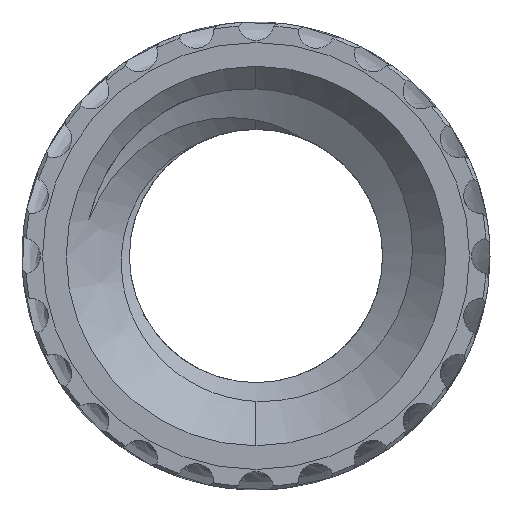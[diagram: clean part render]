
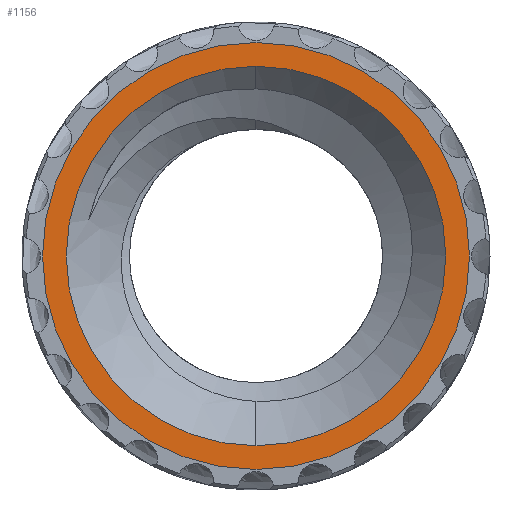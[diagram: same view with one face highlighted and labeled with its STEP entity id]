
A CAD part, front view. The second image highlights one B-rep face of the part: STEP entity #1156.
In plain terms, the highlighted planar face has unit normal (0, -1, 0).
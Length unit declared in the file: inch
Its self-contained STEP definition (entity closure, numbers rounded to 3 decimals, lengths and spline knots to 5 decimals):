
#15 = DIRECTION ( 'NONE',  ( 0., -1., 0. ) ) ;
#111 = VERTEX_POINT ( 'NONE', #5286 ) ;
#129 = CARTESIAN_POINT ( 'NONE',  ( 0., 0., 0. ) ) ;
#269 = DIRECTION ( 'NONE',  ( 0., -1., 0. ) ) ;
#898 = FACE_BOUND ( 'NONE', #8125, .T. ) ;
#1156 = ADVANCED_FACE ( 'NONE', ( #898, #10604 ), #14760, .T. ) ;
#1198 = VERTEX_POINT ( 'NONE', #11780 ) ;
#1422 = DIRECTION ( 'NONE',  ( 1., 0., 0. ) ) ;
#2111 = EDGE_CURVE ( 'NONE', #111, #4185, #3512, .T. ) ;
#2289 = EDGE_CURVE ( 'NONE', #4185, #111, #11325, .T. ) ;
#2459 = VERTEX_POINT ( 'NONE', #12157 ) ;
#3512 = CIRCLE ( 'NONE', #9652, 0.13867 ) ;
#4185 = VERTEX_POINT ( 'NONE', #14083 ) ;
#5208 = EDGE_CURVE ( 'NONE', #2459, #1198, #10208, .T. ) ;
#5286 = CARTESIAN_POINT ( 'NONE',  ( 0., 0., -0.13867 ) ) ;
#5580 = CARTESIAN_POINT ( 'NONE',  ( 0., 0., 0. ) ) ;
#5703 = DIRECTION ( 'NONE',  ( 0., -1., 0. ) ) ;
#6436 = CARTESIAN_POINT ( 'NONE',  ( 0.156, 0., 0. ) ) ;
#6815 = DIRECTION ( 'NONE',  ( 1., 0., 0. ) ) ;
#7386 = AXIS2_PLACEMENT_3D ( 'NONE', #12836, #5703, #14038 ) ;
#7440 = CARTESIAN_POINT ( 'NONE',  ( 0., 0., 0. ) ) ;
#7843 = ORIENTED_EDGE ( 'NONE', *, *, #2289, .F. ) ;
#8125 = EDGE_LOOP ( 'NONE', ( #10846, #7843 ) ) ;
#8386 = EDGE_LOOP ( 'NONE', ( #14706, #14275 ) ) ;
#8663 = DIRECTION ( 'NONE',  ( 1., 0., 0. ) ) ;
#8767 = DIRECTION ( 'NONE',  ( 0., -1., 0. ) ) ;
#8893 = DIRECTION ( 'NONE',  ( 1., 0., 0. ) ) ;
#9652 = AXIS2_PLACEMENT_3D ( 'NONE', #129, #8767, #1422 ) ;
#10208 = CIRCLE ( 'NONE', #12589, 0.156 ) ;
#10561 = AXIS2_PLACEMENT_3D ( 'NONE', #6436, #269, #8893 ) ;
#10604 = FACE_OUTER_BOUND ( 'NONE', #8386, .T. ) ;
#10846 = ORIENTED_EDGE ( 'NONE', *, *, #2111, .F. ) ;
#11325 = CIRCLE ( 'NONE', #13620, 0.13867 ) ;
#11376 = CIRCLE ( 'NONE', #7386, 0.156 ) ;
#11780 = CARTESIAN_POINT ( 'NONE',  ( 0.156, 0., 0. ) ) ;
#12157 = CARTESIAN_POINT ( 'NONE',  ( -0.156, 0., 0. ) ) ;
#12589 = AXIS2_PLACEMENT_3D ( 'NONE', #7440, #15, #8663 ) ;
#12836 = CARTESIAN_POINT ( 'NONE',  ( 0., 0., 0. ) ) ;
#13620 = AXIS2_PLACEMENT_3D ( 'NONE', #5580, #13921, #6815 ) ;
#13921 = DIRECTION ( 'NONE',  ( 0., -1., 0. ) ) ;
#14038 = DIRECTION ( 'NONE',  ( 1., 0., 0. ) ) ;
#14083 = CARTESIAN_POINT ( 'NONE',  ( 0., 0., 0.13867 ) ) ;
#14275 = ORIENTED_EDGE ( 'NONE', *, *, #5208, .T. ) ;
#14706 = ORIENTED_EDGE ( 'NONE', *, *, #15432, .T. ) ;
#14760 = PLANE ( 'NONE',  #10561 ) ;
#15432 = EDGE_CURVE ( 'NONE', #1198, #2459, #11376, .T. ) ;
